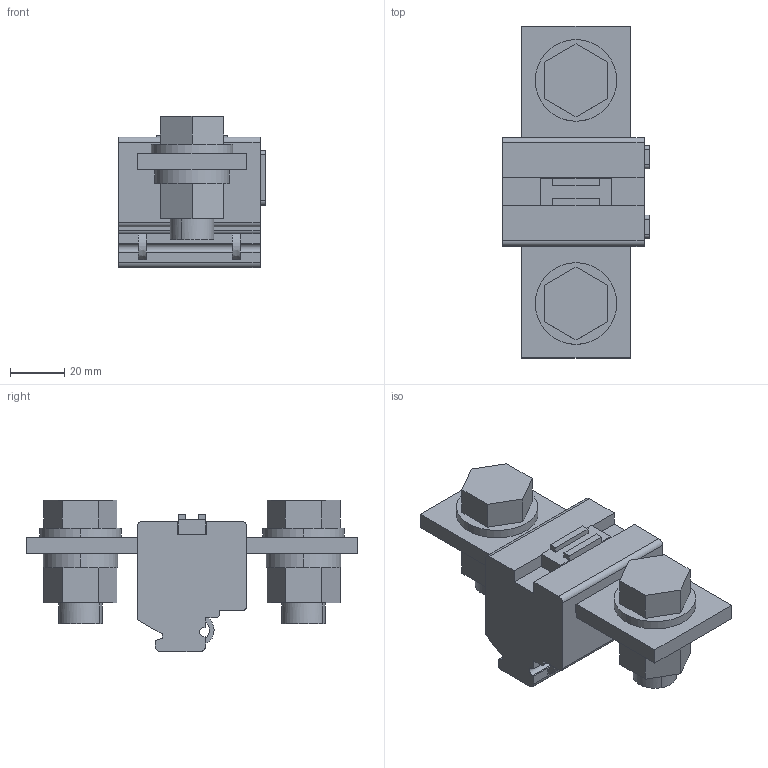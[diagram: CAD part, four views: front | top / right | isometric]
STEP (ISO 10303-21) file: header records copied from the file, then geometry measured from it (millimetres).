
FILE_DESCRIPTION(('Open CASCADE Model'),'2;1');
FILE_NAME ('001122-4_0', '2026-01-14T10:57:05', ('Author'), ('Weidmueller'), 'Open CASCADE STEP processor 7.8', 'Open CASCADE 7.8', 'none');
FILE_SCHEMA(('AUTOMOTIVE_DESIGN { 1 0 10303 214 1 1 1 1 }'));
Length unit declared in the file: millimetre
Products named in the file (1): 0170720000
Bounding box: 54 x 122 x 55.59 mm (x, y, z)
Volume: 139040.7 mm3; surface area: 27235.2 mm2
Topology: 1 solids, 1 shells, 126 faces, 333 edges, 222 vertices
Faces by surface type: plane 96, cylinder 26, extrusion 4
Entity records: 5334 total; most frequent: CARTESIAN_POINT 1020, ORIENTED_EDGE 666, DIRECTION 619, EDGE_CURVE 333, VECTOR 277, LINE 273, VERTEX_POINT 222, AXIS2_PLACEMENT_3D 171
